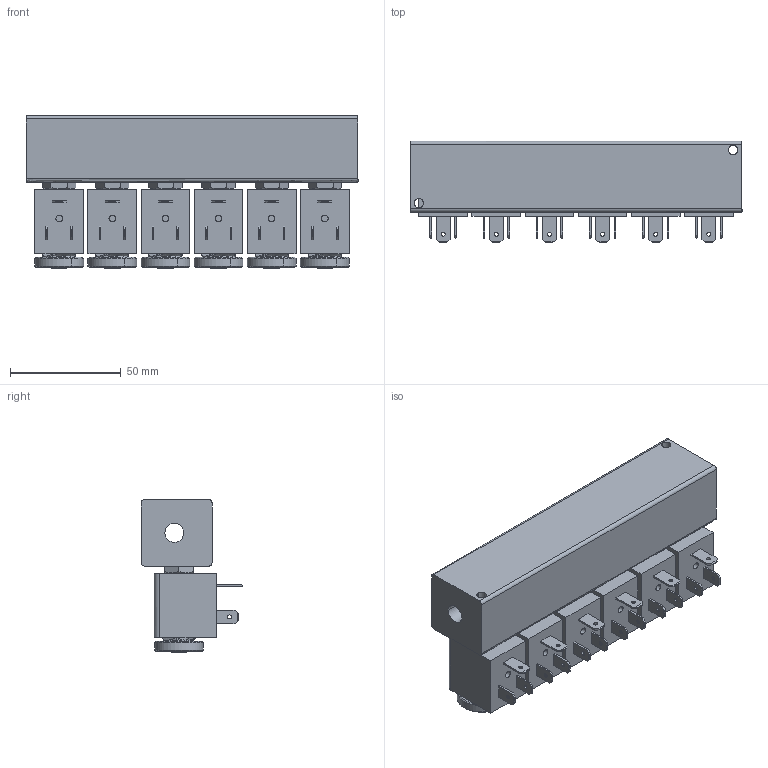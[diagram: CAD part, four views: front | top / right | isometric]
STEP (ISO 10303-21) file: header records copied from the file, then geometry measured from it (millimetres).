
FILE_DESCRIPTION(/* description */ (''),/* implementation_level */ '2;1');
FILE_NAME(/* name */ '00_056_3',/* time_stamp */ '2018-11-26T10:46:11+01:00',/* author */ (''),/* organization */ (''),/* preprocessor_version */ 'ST-DEVELOPER v15',/* originating_system */ '',/* authorisation */ '');
FILE_SCHEMA (('CONFIG_CONTROL_DESIGN'));
Length unit declared in the file: millimetre
Products named in the file (1): Document
Bounding box: 150 x 45.9 x 69 mm (x, y, z)
Volume: 106810.1 mm3; surface area: 77017 mm2
Topology: 18 solids, 55 shells, 1132 faces, 2627 edges, 1618 vertices
Faces by surface type: bspline 632, plane 500
Entity records: 37664 total; most frequent: CARTESIAN_POINT 21283, ORIENTED_EDGE 5232, EDGE_CURVE 2652, VERTEX_POINT 1642, B_SPLINE_CURVE_WITH_KNOTS 1490, EDGE_LOOP 1294, ADVANCED_FACE 1132, FACE_OUTER_BOUND 1132
